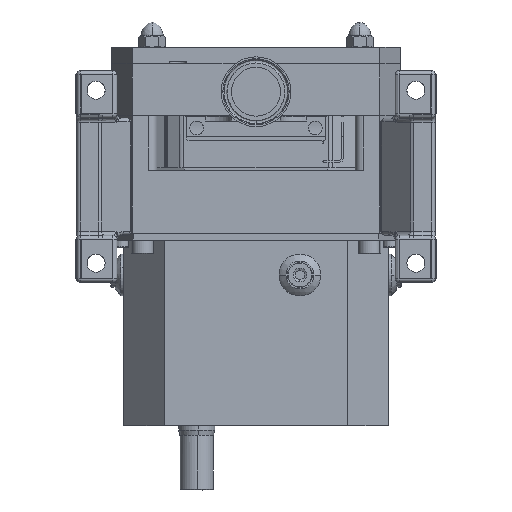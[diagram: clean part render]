
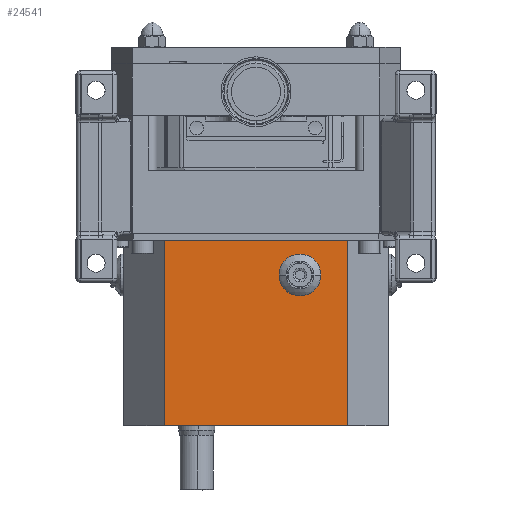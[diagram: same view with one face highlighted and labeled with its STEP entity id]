
A CAD part, front view. The second image highlights one B-rep face of the part: STEP entity #24541.
In plain terms, the highlighted planar face has unit normal (0, -1, 0).
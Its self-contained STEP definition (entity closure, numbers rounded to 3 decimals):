
#106 = VERTEX_POINT ( 'NONE', #11635 ) ;
#461 = DIRECTION ( 'NONE',  ( 0., 0., -1. ) ) ;
#641 = EDGE_CURVE ( 'NONE', #23647, #27143, #12627, .T. ) ;
#786 = ORIENTED_EDGE ( 'NONE', *, *, #641, .F. ) ;
#1351 = VERTEX_POINT ( 'NONE', #19408 ) ;
#1971 = CARTESIAN_POINT ( 'NONE',  ( 31.498, -58.499, -131.403 ) ) ;
#2540 = DIRECTION ( 'NONE',  ( 0., 0., 1. ) ) ;
#2610 = AXIS2_PLACEMENT_3D ( 'NONE', #1971, #25546, #6042 ) ;
#2825 = FACE_BOUND ( 'NONE', #19562, .T. ) ;
#2840 = ORIENTED_EDGE ( 'NONE', *, *, #26174, .F. ) ;
#2908 = EDGE_CURVE ( 'NONE', #24499, #106, #10176, .T. ) ;
#3256 = CARTESIAN_POINT ( 'NONE',  ( 31.498, -58.499, -146.403 ) ) ;
#3400 = VECTOR ( 'NONE', #13472, 1000. ) ;
#3402 = CARTESIAN_POINT ( 'NONE',  ( 31.498, -58.499, -131.403 ) ) ;
#5683 = CARTESIAN_POINT ( 'NONE',  ( 65.695, -58.499, -239.403 ) ) ;
#5736 = DIRECTION ( 'NONE',  ( 0., -1., 0. ) ) ;
#6042 = DIRECTION ( 'NONE',  ( 0., 0., -1. ) ) ;
#6464 = AXIS2_PLACEMENT_3D ( 'NONE', #16954, #12091, #461 ) ;
#6896 = LINE ( 'NONE', #7052, #11025 ) ;
#7052 = CARTESIAN_POINT ( 'NONE',  ( 65.695, -58.499, -239.403 ) ) ;
#8744 = CARTESIAN_POINT ( 'NONE',  ( 31.498, -58.499, -116.403 ) ) ;
#10176 = LINE ( 'NONE', #29389, #29848 ) ;
#10225 = EDGE_LOOP ( 'NONE', ( #26021, #30312, #2840, #22818 ) ) ;
#11025 = VECTOR ( 'NONE', #16628, 1000. ) ;
#11635 = CARTESIAN_POINT ( 'NONE',  ( -65.699, -58.499, -106.403 ) ) ;
#12091 = DIRECTION ( 'NONE',  ( 0., 1., 0. ) ) ;
#12627 = CIRCLE ( 'NONE', #2610, 15. ) ;
#12879 = EDGE_CURVE ( 'NONE', #1351, #106, #17840, .T. ) ;
#13155 = CARTESIAN_POINT ( 'NONE',  ( -65.699, -58.499, -239.403 ) ) ;
#13472 = DIRECTION ( 'NONE',  ( 0., 0., 1. ) ) ;
#13722 = VERTEX_POINT ( 'NONE', #5683 ) ;
#15176 = DIRECTION ( 'NONE',  ( 0., 0., -1. ) ) ;
#16628 = DIRECTION ( 'NONE',  ( -1., 0., 0. ) ) ;
#16954 = CARTESIAN_POINT ( 'NONE',  ( 65.695, -58.499, -239.403 ) ) ;
#17006 = VECTOR ( 'NONE', #2540, 1000. ) ;
#17121 = LINE ( 'NONE', #19492, #17006 ) ;
#17840 = LINE ( 'NONE', #13155, #3400 ) ;
#17896 = EDGE_CURVE ( 'NONE', #27143, #23647, #23725, .T. ) ;
#18316 = DIRECTION ( 'NONE',  ( -1., 0., 0. ) ) ;
#19408 = CARTESIAN_POINT ( 'NONE',  ( -65.699, -58.499, -239.403 ) ) ;
#19492 = CARTESIAN_POINT ( 'NONE',  ( 65.695, -58.499, -239.403 ) ) ;
#19562 = EDGE_LOOP ( 'NONE', ( #26373, #786 ) ) ;
#21680 = PLANE ( 'NONE',  #6464 ) ;
#22818 = ORIENTED_EDGE ( 'NONE', *, *, #24975, .T. ) ;
#23647 = VERTEX_POINT ( 'NONE', #8744 ) ;
#23725 = CIRCLE ( 'NONE', #25199, 15. ) ;
#24499 = VERTEX_POINT ( 'NONE', #29116 ) ;
#24541 = ADVANCED_FACE ( 'NONE', ( #2825, #29269 ), #21680, .F. ) ;
#24975 = EDGE_CURVE ( 'NONE', #13722, #24499, #17121, .T. ) ;
#25199 = AXIS2_PLACEMENT_3D ( 'NONE', #3402, #5736, #15176 ) ;
#25546 = DIRECTION ( 'NONE',  ( 0., -1., 0. ) ) ;
#26021 = ORIENTED_EDGE ( 'NONE', *, *, #2908, .T. ) ;
#26174 = EDGE_CURVE ( 'NONE', #13722, #1351, #6896, .T. ) ;
#26373 = ORIENTED_EDGE ( 'NONE', *, *, #17896, .F. ) ;
#27143 = VERTEX_POINT ( 'NONE', #3256 ) ;
#29116 = CARTESIAN_POINT ( 'NONE',  ( 65.695, -58.499, -106.403 ) ) ;
#29269 = FACE_OUTER_BOUND ( 'NONE', #10225, .T. ) ;
#29389 = CARTESIAN_POINT ( 'NONE',  ( 65.695, -58.499, -106.403 ) ) ;
#29848 = VECTOR ( 'NONE', #18316, 1000. ) ;
#30312 = ORIENTED_EDGE ( 'NONE', *, *, #12879, .F. ) ;
